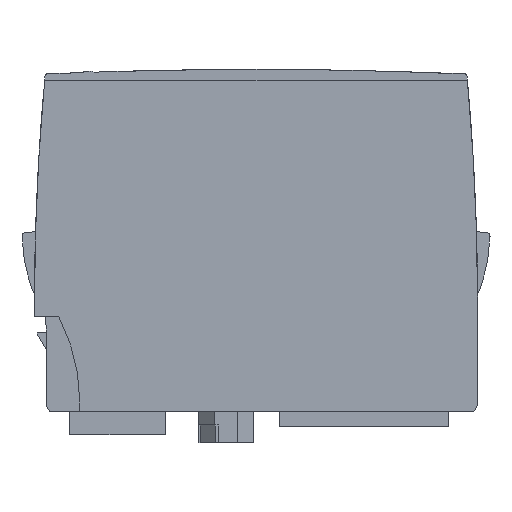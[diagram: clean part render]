
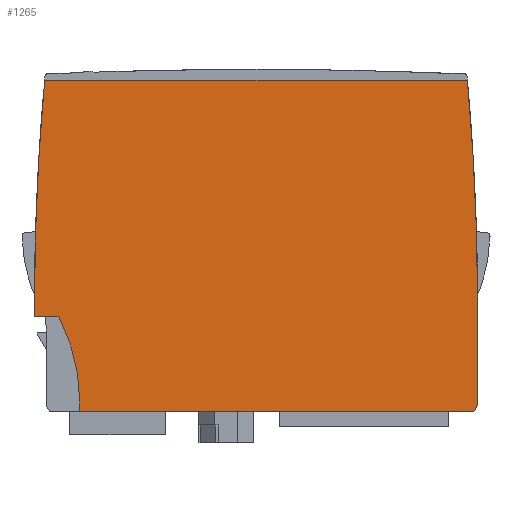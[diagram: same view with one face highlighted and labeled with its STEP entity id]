
A CAD part, left-side view. The second image highlights one B-rep face of the part: STEP entity #1265.
In plain terms, the highlighted planar face has unit normal (-1, 0, 0).
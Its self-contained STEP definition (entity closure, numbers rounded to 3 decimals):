
#1265=ADVANCED_FACE('NONE',(#3785),#3786,.F.);
#3785=FACE_OUTER_BOUND('',#7632,.T.);
#3786=PLANE('',#7633);
#7632=EDGE_LOOP('',(#18654,#18655,#18656,#18657,#18658,#18659,#18660,#18661,#18662));
#7633=AXIS2_PLACEMENT_3D('',#18663,#18664,#18665);
#18654=ORIENTED_EDGE('',*,*,#29137,.F.);
#18655=ORIENTED_EDGE('',*,*,#29054,.F.);
#18656=ORIENTED_EDGE('',*,*,#29138,.F.);
#18657=ORIENTED_EDGE('',*,*,#29139,.F.);
#18658=ORIENTED_EDGE('',*,*,#29140,.F.);
#18659=ORIENTED_EDGE('',*,*,#29141,.F.);
#18660=ORIENTED_EDGE('',*,*,#29142,.F.);
#18661=ORIENTED_EDGE('',*,*,#29143,.F.);
#18662=ORIENTED_EDGE('',*,*,#29144,.F.);
#18663=CARTESIAN_POINT('',(0.0,69.485,57.556));
#18664=DIRECTION('',(1.0,0.0,0.0));
#18665=DIRECTION('',(0.0,1.0,0.0));
#29054=EDGE_CURVE('NONE',#33733,#33713,#33735,.T.);
#29137=EDGE_CURVE('NONE',#33713,#33897,#33898,.T.);
#29138=EDGE_CURVE('NONE',#33899,#33733,#33900,.T.);
#29139=EDGE_CURVE('NONE',#33901,#33899,#33902,.T.);
#29140=EDGE_CURVE('NONE',#33903,#33901,#33904,.T.);
#29141=EDGE_CURVE('NONE',#33905,#33903,#33906,.T.);
#29142=EDGE_CURVE('NONE',#33907,#33905,#33908,.T.);
#29143=EDGE_CURVE('NONE',#33909,#33907,#33910,.T.);
#29144=EDGE_CURVE('NONE',#33897,#33909,#33911,.T.);
#33713=VERTEX_POINT('NONE',#41472);
#33733=VERTEX_POINT('NONE',#41497);
#33735=CIRCLE('',#41500,391.5);
#33897=VERTEX_POINT('NONE',#41727);
#33898=LINE('',#41728,#41729);
#33899=VERTEX_POINT('NONE',#41730);
#33900=LINE('',#41731,#41732);
#33901=VERTEX_POINT('NONE',#41733);
#33902=CIRCLE('',#41734,28.3);
#33903=VERTEX_POINT('NONE',#41735);
#33904=LINE('',#41736,#41737);
#33905=VERTEX_POINT('NONE',#41738);
#33906=LINE('',#41739,#41740);
#33907=VERTEX_POINT('NONE',#41741);
#33908=LINE('',#41742,#41743);
#33909=VERTEX_POINT('NONE',#41744);
#33910=LINE('',#41745,#41746);
#33911=CIRCLE('',#41747,391.5);
#41472=CARTESIAN_POINT('',(0.0,69.647,56.64));
#41497=CARTESIAN_POINT('',(0.0,71.237,19.65));
#41500=AXIS2_PLACEMENT_3D('',#54735,#54736,#54737);
#41727=CARTESIAN_POINT('',(0.0,3.535,56.64));
#41728=CARTESIAN_POINT('',(0.0,69.485,56.64));
#41729=VECTOR('',#54875,1000.0);
#41730=CARTESIAN_POINT('',(0.0,67.461,19.65));
#41731=CARTESIAN_POINT('',(0.0,71.237,19.65));
#41732=VECTOR('',#54876,1000.0);
#41733=CARTESIAN_POINT('',(0.0,64.141,6.35));
#41734=AXIS2_PLACEMENT_3D('',#54877,#54878,#54879);
#41735=CARTESIAN_POINT('',(0.0,64.141,4.85));
#41736=CARTESIAN_POINT('',(0.0,64.141,6.35));
#41737=VECTOR('',#54880,1000.0);
#41738=CARTESIAN_POINT('',(0.0,2.518,4.85));
#41739=CARTESIAN_POINT('',(0.0,2.518,4.85));
#41740=VECTOR('',#54881,1000.0);
#41741=CARTESIAN_POINT('',(0.0,1.941,5.85));
#41742=CARTESIAN_POINT('',(0.0,1.941,5.85));
#41743=VECTOR('',#54882,1000.0);
#41744=CARTESIAN_POINT('',(0.0,1.941,21.35));
#41745=CARTESIAN_POINT('',(0.0,1.941,5.85));
#41746=VECTOR('',#54883,1000.0);
#41747=AXIS2_PLACEMENT_3D('',#54884,#54885,#54886);
#54735=CARTESIAN_POINT('',(0.0,-320.259,21.35));
#54736=DIRECTION('',(1.0,0.0,0.0));
#54737=DIRECTION('',(0.0,0.0,-1.0));
#54875=DIRECTION('',(0.0,-1.0,0.0));
#54876=DIRECTION('',(0.0,1.0,0.0));
#54877=CARTESIAN_POINT('',(0.0,92.441,6.35));
#54878=DIRECTION('',(-1.0,-0.0,-0.0));
#54879=DIRECTION('',(0.0,0.0,-1.0));
#54880=DIRECTION('',(0.0,0.0,1.0));
#54881=DIRECTION('',(0.0,1.0,0.));
#54882=DIRECTION('',(0.0,0.5,-0.866));
#54883=DIRECTION('',(0.0,0.,-1.0));
#54884=CARTESIAN_POINT('',(0.0,393.441,21.35));
#54885=DIRECTION('',(1.0,0.0,0.0));
#54886=DIRECTION('',(0.0,0.0,-1.0));
